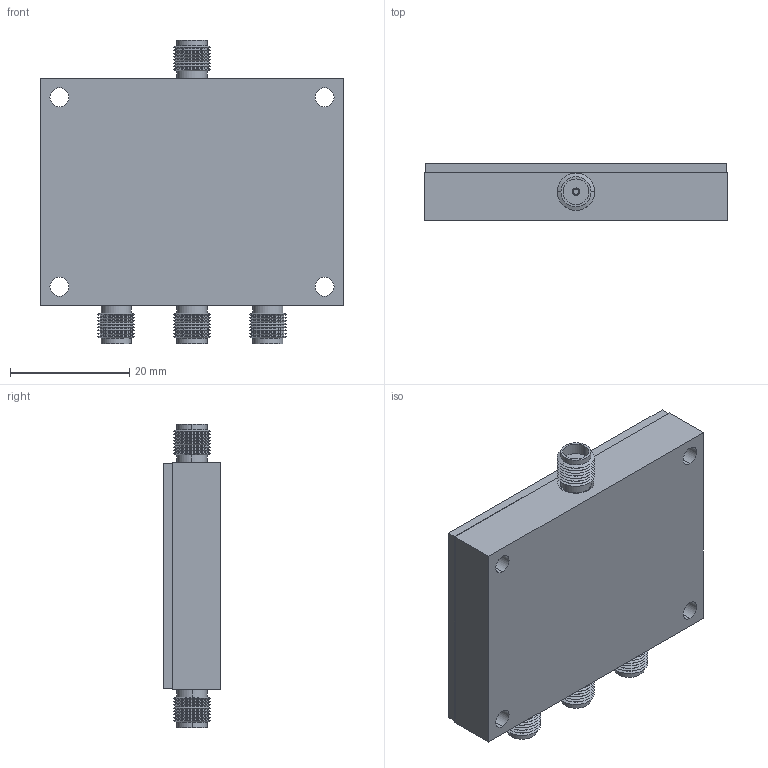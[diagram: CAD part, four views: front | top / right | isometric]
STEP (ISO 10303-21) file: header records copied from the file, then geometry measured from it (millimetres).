
FILE_DESCRIPTION (( 'STEP AP214' ), '1' );
FILE_NAME ('DMS 347_C.STEP', '2022-07-28T13:34:26', ( '' ), ( '' ), 'SwSTEP 2.0', 'SolidWorks 2021', '' );
FILE_SCHEMA (( 'AUTOMOTIVE_DESIGN' ));
Length unit declared in the file: inch
Products named in the file (1): DMS 347_C
Bounding box: 50.8 x 9.65 x 50.9 mm (x, y, z)
Volume: 18794.5 mm3; surface area: 12239.3 mm2
Topology: 14 solids, 14 shells, 971 faces, 2487 edges, 1586 vertices
Faces by surface type: cylinder 531, plane 260, cone 144, bspline 36
Entity records: 36553 total; most frequent: CARTESIAN_POINT 7041, DIRECTION 5437, ORIENTED_EDGE 4974, EDGE_CURVE 2487, AXIS2_PLACEMENT_3D 2094, VERTEX_POINT 1586, LINE 1249, VECTOR 1249
